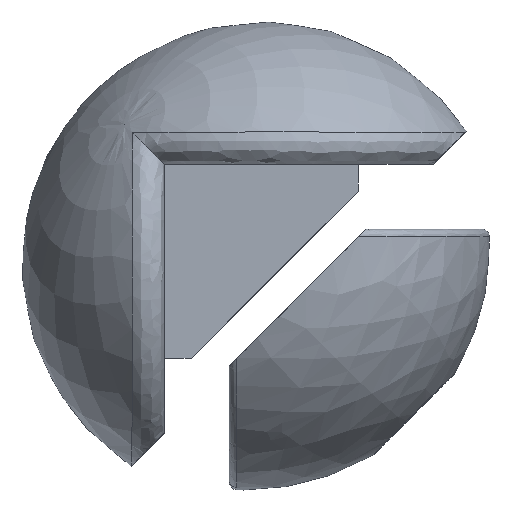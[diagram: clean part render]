
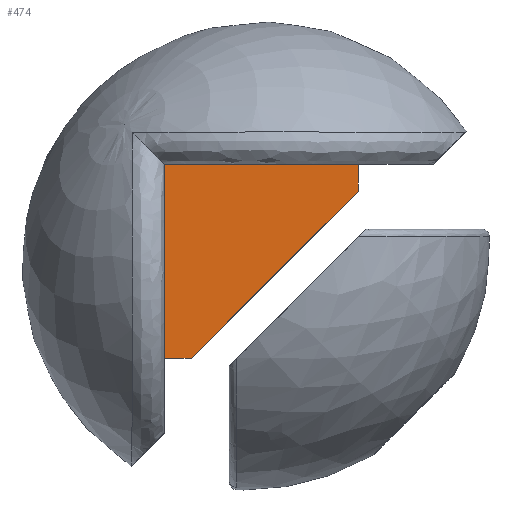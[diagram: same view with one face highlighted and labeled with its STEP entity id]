
A CAD part, front view. The second image highlights one B-rep face of the part: STEP entity #474.
In plain terms, the highlighted planar face has unit normal (0, -1, 0).
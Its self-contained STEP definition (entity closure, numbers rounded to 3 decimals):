
#45=LINE('',#1711,#70);
#52=LINE('',#1756,#77);
#54=LINE('',#2069,#79);
#57=LINE('',#2074,#82);
#59=LINE('',#2077,#84);
#70=VECTOR('',#569,10.);
#77=VECTOR('',#578,10.);
#79=VECTOR('',#584,10.);
#82=VECTOR('',#589,10.);
#84=VECTOR('',#593,10.);
#97=PLANE('',#516);
#122=FACE_OUTER_BOUND('',#152,.T.);
#152=EDGE_LOOP('',(#420,#421,#422,#423,#424));
#221=VERTEX_POINT('',#1708);
#222=VERTEX_POINT('',#1710);
#230=VERTEX_POINT('',#1754);
#234=VERTEX_POINT('',#2065);
#236=VERTEX_POINT('',#2068);
#280=EDGE_CURVE('',#221,#222,#45,.T.);
#291=EDGE_CURVE('',#230,#221,#52,.T.);
#299=EDGE_CURVE('',#236,#234,#54,.F.);
#302=EDGE_CURVE('',#236,#230,#57,.T.);
#304=EDGE_CURVE('',#222,#234,#59,.T.);
#420=ORIENTED_EDGE('',*,*,#299,.T.);
#421=ORIENTED_EDGE('',*,*,#304,.F.);
#422=ORIENTED_EDGE('',*,*,#280,.F.);
#423=ORIENTED_EDGE('',*,*,#291,.F.);
#424=ORIENTED_EDGE('',*,*,#302,.F.);
#474=ADVANCED_FACE('',(#122),#97,.T.);
#516=AXIS2_PLACEMENT_3D('',#2076,#591,#592);
#569=DIRECTION('',(1.,0.,0.));
#578=DIRECTION('',(0.,0.,1.));
#584=DIRECTION('',(-0.707,0.,-0.707));
#589=DIRECTION('',(-1.,0.,0.));
#591=DIRECTION('center_axis',(0.,-1.,0.));
#592=DIRECTION('ref_axis',(-1.,0.,0.));
#593=DIRECTION('',(0.,0.,-1.));
#1708=CARTESIAN_POINT('',(-261.999,-292.151,407.907));
#1710=CARTESIAN_POINT('',(-249.999,-292.151,407.907));
#1711=CARTESIAN_POINT('',(-255.999,-292.151,407.907));
#1754=CARTESIAN_POINT('',(-261.999,-292.151,395.907));
#1756=CARTESIAN_POINT('',(-261.999,-292.151,202.907));
#2065=CARTESIAN_POINT('',(-249.999,-292.151,406.25));
#2068=CARTESIAN_POINT('',(-260.343,-292.151,395.907));
#2069=CARTESIAN_POINT('',(-250.197,-292.151,406.052));
#2074=CARTESIAN_POINT('',(-249.999,-292.151,395.907));
#2076=CARTESIAN_POINT('Origin',(-249.999,-292.151,407.907));
#2077=CARTESIAN_POINT('',(-249.999,-292.151,407.907));
